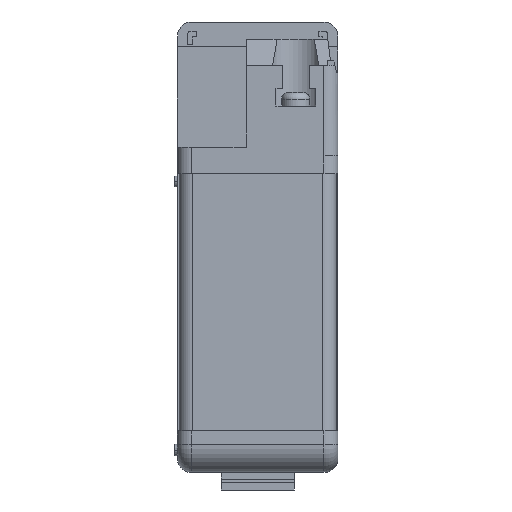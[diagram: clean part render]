
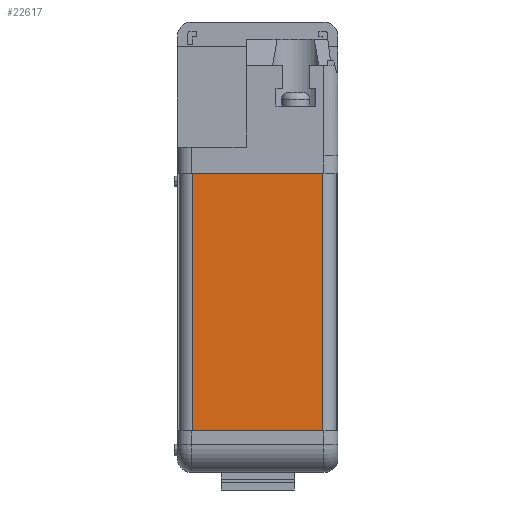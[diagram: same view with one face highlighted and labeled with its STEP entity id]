
A CAD part, front view. The second image highlights one B-rep face of the part: STEP entity #22617.
In plain terms, the highlighted planar face has unit normal (0, -1, 0).
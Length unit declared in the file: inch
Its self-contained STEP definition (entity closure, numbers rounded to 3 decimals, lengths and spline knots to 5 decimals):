
#257 = DIRECTION ( 'NONE',  ( 0., -1., 0. ) ) ;
#605 = EDGE_CURVE ( 'NONE', #15926, #14405, #4070, .T. ) ;
#1235 = DIRECTION ( 'NONE',  ( 0., 0., -1. ) ) ;
#2629 = EDGE_CURVE ( 'NONE', #18648, #9735, #19299, .T. ) ;
#2736 = DIRECTION ( 'NONE',  ( 0., 0., -1. ) ) ;
#2912 = ORIENTED_EDGE ( 'NONE', *, *, #21280, .F. ) ;
#3798 = ORIENTED_EDGE ( 'NONE', *, *, #605, .T. ) ;
#4070 = LINE ( 'NONE', #23335, #17637 ) ;
#5200 = CARTESIAN_POINT ( 'NONE',  ( -0.5775, -2.9375, 0.655 ) ) ;
#5233 = ORIENTED_EDGE ( 'NONE', *, *, #16673, .T. ) ;
#5562 = CARTESIAN_POINT ( 'NONE',  ( -0.5775, -2.9375, -1.63 ) ) ;
#6587 = AXIS2_PLACEMENT_3D ( 'NONE', #12380, #257, #14397 ) ;
#8179 = LINE ( 'NONE', #12207, #18254 ) ;
#9449 = CARTESIAN_POINT ( 'NONE',  ( 0.5775, -2.9375, -1.63 ) ) ;
#9735 = VERTEX_POINT ( 'NONE', #24722 ) ;
#11687 = EDGE_LOOP ( 'NONE', ( #2912, #14369, #5233, #3798 ) ) ;
#12207 = CARTESIAN_POINT ( 'NONE',  ( 0.5775, -2.9375, 0.655 ) ) ;
#12380 = CARTESIAN_POINT ( 'NONE',  ( 0.5775, -2.9375, 0.655 ) ) ;
#14234 = DIRECTION ( 'NONE',  ( -1., 0., 0. ) ) ;
#14369 = ORIENTED_EDGE ( 'NONE', *, *, #2629, .F. ) ;
#14397 = DIRECTION ( 'NONE',  ( 0., 0., -1. ) ) ;
#14405 = VERTEX_POINT ( 'NONE', #5562 ) ;
#14895 = CARTESIAN_POINT ( 'NONE',  ( 0.5775, -2.9375, 0.655 ) ) ;
#15495 = DIRECTION ( 'NONE',  ( -1., 0., 0. ) ) ;
#15723 = VECTOR ( 'NONE', #15495, 39.37008 ) ;
#15926 = VERTEX_POINT ( 'NONE', #5200 ) ;
#16298 = PLANE ( 'NONE',  #6587 ) ;
#16346 = LINE ( 'NONE', #9449, #15723 ) ;
#16390 = FACE_OUTER_BOUND ( 'NONE', #11687, .T. ) ;
#16673 = EDGE_CURVE ( 'NONE', #18648, #15926, #8179, .T. ) ;
#17637 = VECTOR ( 'NONE', #1235, 39.37008 ) ;
#18254 = VECTOR ( 'NONE', #14234, 39.37008 ) ;
#18648 = VERTEX_POINT ( 'NONE', #18885 ) ;
#18885 = CARTESIAN_POINT ( 'NONE',  ( 0.5775, -2.9375, 0.655 ) ) ;
#19299 = LINE ( 'NONE', #14895, #24012 ) ;
#21280 = EDGE_CURVE ( 'NONE', #9735, #14405, #16346, .T. ) ;
#22617 = ADVANCED_FACE ( 'NONE', ( #16390 ), #16298, .T. ) ;
#23335 = CARTESIAN_POINT ( 'NONE',  ( -0.5775, -2.9375, 0.655 ) ) ;
#24012 = VECTOR ( 'NONE', #2736, 39.37008 ) ;
#24722 = CARTESIAN_POINT ( 'NONE',  ( 0.5775, -2.9375, -1.63 ) ) ;
